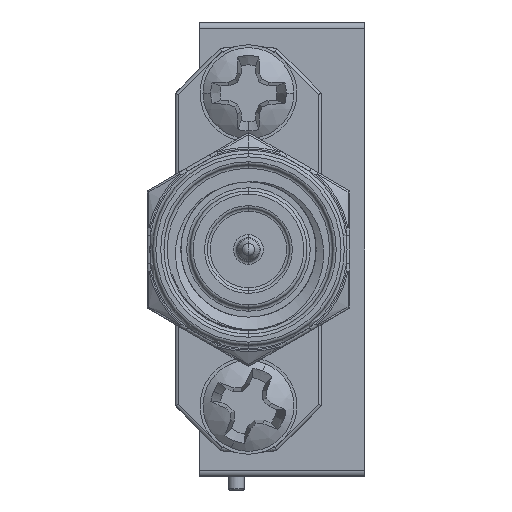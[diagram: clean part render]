
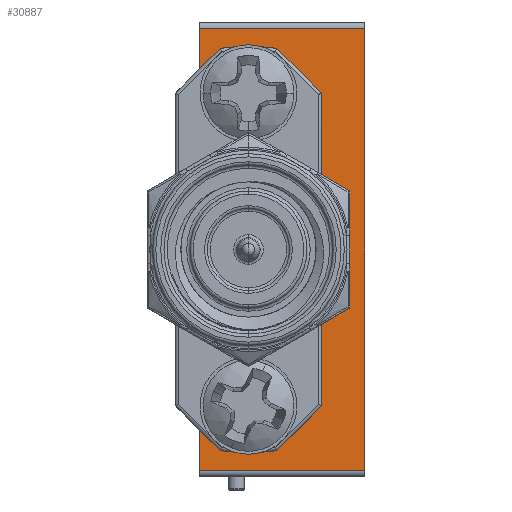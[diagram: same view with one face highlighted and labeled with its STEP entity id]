
A CAD part, left-side view. The second image highlights one B-rep face of the part: STEP entity #30887.
In plain terms, the highlighted planar face has unit normal (-1, 0, 0).
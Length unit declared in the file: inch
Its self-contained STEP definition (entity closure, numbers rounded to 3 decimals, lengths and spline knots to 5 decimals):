
#153 = DIRECTION ( 'NONE',  ( 0., -1., 0. ) ) ;
#703 = DIRECTION ( 'NONE',  ( 0., 0., -1. ) ) ;
#892 = CARTESIAN_POINT ( 'NONE',  ( 0., -0.285, -0.53 ) ) ;
#1384 = DIRECTION ( 'NONE',  ( 0., 0., 1. ) ) ;
#1778 = EDGE_CURVE ( 'NONE', #17694, #11248, #50420, .T. ) ;
#1955 = ORIENTED_EDGE ( 'NONE', *, *, #1778, .T. ) ;
#2330 = DIRECTION ( 'NONE',  ( 0., 0., -1. ) ) ;
#3140 = EDGE_CURVE ( 'NONE', #31895, #33869, #38195, .T. ) ;
#3310 = CARTESIAN_POINT ( 'NONE',  ( 0., -0.178, 0.002 ) ) ;
#3320 = CARTESIAN_POINT ( 'NONE',  ( 0., -0.03, -0.372 ) ) ;
#4454 = CARTESIAN_POINT ( 'NONE',  ( 0., -0.178, 0.012 ) ) ;
#4478 = LINE ( 'NONE', #59911, #41769 ) ;
#5316 = ORIENTED_EDGE ( 'NONE', *, *, #3140, .F. ) ;
#5379 = CARTESIAN_POINT ( 'NONE',  ( 0., -0.106, 0.0175 ) ) ;
#6630 = CARTESIAN_POINT ( 'NONE',  ( 0., -0.03, -0.362 ) ) ;
#6642 = DIRECTION ( 'NONE',  ( -1., 0., 0. ) ) ;
#6739 = CIRCLE ( 'NONE', #21753, 0.043 ) ;
#8106 = CARTESIAN_POINT ( 'NONE',  ( 0., -0.106, 0.1035 ) ) ;
#8599 = CARTESIAN_POINT ( 'NONE',  ( 0., -0.106, -0.4635 ) ) ;
#8651 = EDGE_CURVE ( 'NONE', #36052, #16335, #26679, .T. ) ;
#10332 = VERTEX_POINT ( 'NONE', #40642 ) ;
#10333 = VERTEX_POINT ( 'NONE', #46644 ) ;
#11026 = EDGE_LOOP ( 'NONE', ( #29757, #11119 ) ) ;
#11119 = ORIENTED_EDGE ( 'NONE', *, *, #11374, .F. ) ;
#11248 = VERTEX_POINT ( 'NONE', #59505 ) ;
#11374 = EDGE_CURVE ( 'NONE', #63704, #39572, #28538, .T. ) ;
#11713 = CARTESIAN_POINT ( 'NONE',  ( 0., -0.106, -0.4205 ) ) ;
#13852 = DIRECTION ( 'NONE',  ( 0., 0., -1. ) ) ;
#14769 = AXIS2_PLACEMENT_3D ( 'NONE', #21870, #57529, #15564 ) ;
#15564 = DIRECTION ( 'NONE',  ( 0., 0., 1. ) ) ;
#15596 = FACE_OUTER_BOUND ( 'NONE', #31061, .T. ) ;
#16335 = VERTEX_POINT ( 'NONE', #42033 ) ;
#16363 = EDGE_CURVE ( 'NONE', #39572, #63704, #58595, .T. ) ;
#17680 = CARTESIAN_POINT ( 'NONE',  ( 0., -0.106, -0.4205 ) ) ;
#17694 = VERTEX_POINT ( 'NONE', #55030 ) ;
#18839 = EDGE_CURVE ( 'NONE', #39227, #36052, #40771, .T. ) ;
#18915 = AXIS2_PLACEMENT_3D ( 'NONE', #26140, #62162, #1384 ) ;
#21753 = AXIS2_PLACEMENT_3D ( 'NONE', #11713, #6642, #61471 ) ;
#21870 = CARTESIAN_POINT ( 'NONE',  ( 0., -0.106, 0.0605 ) ) ;
#22307 = CARTESIAN_POINT ( 'NONE',  ( 0., -0.106, -0.3775 ) ) ;
#24812 = EDGE_CURVE ( 'NONE', #10333, #55741, #36033, .T. ) ;
#25093 = ORIENTED_EDGE ( 'NONE', *, *, #59465, .T. ) ;
#26031 = DIRECTION ( 'NONE',  ( 0., 1., 0. ) ) ;
#26140 = CARTESIAN_POINT ( 'NONE',  ( 0., -0.106, 0.0605 ) ) ;
#26559 = VECTOR ( 'NONE', #35369, 39.37008 ) ;
#26679 = LINE ( 'NONE', #31394, #52894 ) ;
#26741 = DIRECTION ( 'NONE',  ( 0., 0., 1. ) ) ;
#27658 = VECTOR ( 'NONE', #153, 39.37008 ) ;
#28196 = ORIENTED_EDGE ( 'NONE', *, *, #51353, .T. ) ;
#28364 = EDGE_CURVE ( 'NONE', #11248, #10333, #64102, .T. ) ;
#28538 = CIRCLE ( 'NONE', #18915, 0.043 ) ;
#29757 = ORIENTED_EDGE ( 'NONE', *, *, #16363, .F. ) ;
#30681 = DIRECTION ( 'NONE',  ( 0., 0., 1. ) ) ;
#30873 = ORIENTED_EDGE ( 'NONE', *, *, #8651, .T. ) ;
#30887 = ADVANCED_FACE ( 'NONE', ( #31012, #35371, #15596 ), #45786, .T. ) ;
#31012 = FACE_BOUND ( 'NONE', #63328, .T. ) ;
#31061 = EDGE_LOOP ( 'NONE', ( #61731, #43679, #25093, #43094, #61581, #30873, #28196, #1955 ) ) ;
#31394 = CARTESIAN_POINT ( 'NONE',  ( 0., -0.03, 0.16 ) ) ;
#31776 = DIRECTION ( 'NONE',  ( -1., 0., 0. ) ) ;
#31895 = VERTEX_POINT ( 'NONE', #8599 ) ;
#33869 = VERTEX_POINT ( 'NONE', #22307 ) ;
#35369 = DIRECTION ( 'NONE',  ( 0., 1., 0. ) ) ;
#35371 = FACE_BOUND ( 'NONE', #11026, .T. ) ;
#36033 = LINE ( 'NONE', #50179, #26559 ) ;
#36052 = VERTEX_POINT ( 'NONE', #37798 ) ;
#36375 = VECTOR ( 'NONE', #55599, 39.37008 ) ;
#37798 = CARTESIAN_POINT ( 'NONE',  ( 0., -0.285, 0.16 ) ) ;
#38195 = CIRCLE ( 'NONE', #45712, 0.043 ) ;
#39227 = VERTEX_POINT ( 'NONE', #48827 ) ;
#39572 = VERTEX_POINT ( 'NONE', #8106 ) ;
#39702 = DIRECTION ( 'NONE',  ( 0., -1., 0. ) ) ;
#40642 = CARTESIAN_POINT ( 'NONE',  ( 0., -0.03, -0.52 ) ) ;
#40771 = LINE ( 'NONE', #61332, #36375 ) ;
#41769 = VECTOR ( 'NONE', #13852, 39.37008 ) ;
#42033 = CARTESIAN_POINT ( 'NONE',  ( 0., -0.03, 0.16 ) ) ;
#43094 = ORIENTED_EDGE ( 'NONE', *, *, #49540, .T. ) ;
#43679 = ORIENTED_EDGE ( 'NONE', *, *, #24812, .T. ) ;
#45014 = VECTOR ( 'NONE', #703, 39.37008 ) ;
#45071 = CARTESIAN_POINT ( 'NONE',  ( 0., -0.285, -0.52 ) ) ;
#45712 = AXIS2_PLACEMENT_3D ( 'NONE', #17680, #31776, #26741 ) ;
#45786 = PLANE ( 'NONE',  #49030 ) ;
#46472 = VECTOR ( 'NONE', #2330, 39.37008 ) ;
#46644 = CARTESIAN_POINT ( 'NONE',  ( 0., -0.178, -0.372 ) ) ;
#48661 = ORIENTED_EDGE ( 'NONE', *, *, #53137, .F. ) ;
#48827 = CARTESIAN_POINT ( 'NONE',  ( 0., -0.285, -0.52 ) ) ;
#49030 = AXIS2_PLACEMENT_3D ( 'NONE', #892, #61977, #30681 ) ;
#49540 = EDGE_CURVE ( 'NONE', #10332, #39227, #50464, .T. ) ;
#50179 = CARTESIAN_POINT ( 'NONE',  ( 0., -0.03, -0.372 ) ) ;
#50420 = LINE ( 'NONE', #4454, #27658 ) ;
#50464 = LINE ( 'NONE', #45071, #54586 ) ;
#51353 = EDGE_CURVE ( 'NONE', #16335, #17694, #4478, .T. ) ;
#52668 = LINE ( 'NONE', #6630, #45014 ) ;
#52894 = VECTOR ( 'NONE', #26031, 39.37008 ) ;
#53137 = EDGE_CURVE ( 'NONE', #33869, #31895, #6739, .T. ) ;
#54586 = VECTOR ( 'NONE', #39702, 39.37008 ) ;
#55030 = CARTESIAN_POINT ( 'NONE',  ( 0., -0.03, 0.012 ) ) ;
#55599 = DIRECTION ( 'NONE',  ( 0., 0., 1. ) ) ;
#55741 = VERTEX_POINT ( 'NONE', #3320 ) ;
#57529 = DIRECTION ( 'NONE',  ( -1., 0., 0. ) ) ;
#58595 = CIRCLE ( 'NONE', #14769, 0.043 ) ;
#59465 = EDGE_CURVE ( 'NONE', #55741, #10332, #52668, .T. ) ;
#59505 = CARTESIAN_POINT ( 'NONE',  ( 0., -0.178, 0.012 ) ) ;
#59911 = CARTESIAN_POINT ( 'NONE',  ( 0., -0.03, 0.17 ) ) ;
#61332 = CARTESIAN_POINT ( 'NONE',  ( 0., -0.285, -0.53 ) ) ;
#61471 = DIRECTION ( 'NONE',  ( 0., 0., 1. ) ) ;
#61581 = ORIENTED_EDGE ( 'NONE', *, *, #18839, .T. ) ;
#61731 = ORIENTED_EDGE ( 'NONE', *, *, #28364, .T. ) ;
#61977 = DIRECTION ( 'NONE',  ( -1., 0., 0. ) ) ;
#62162 = DIRECTION ( 'NONE',  ( -1., 0., 0. ) ) ;
#63328 = EDGE_LOOP ( 'NONE', ( #48661, #5316 ) ) ;
#63704 = VERTEX_POINT ( 'NONE', #5379 ) ;
#64102 = LINE ( 'NONE', #3310, #46472 ) ;
